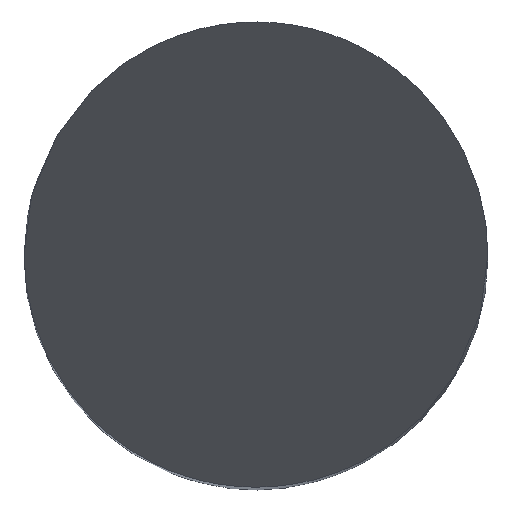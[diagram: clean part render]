
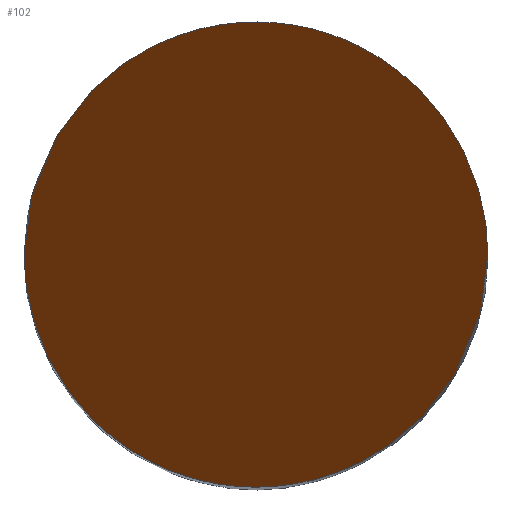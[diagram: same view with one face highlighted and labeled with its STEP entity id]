
A CAD part, top view. The second image highlights one B-rep face of the part: STEP entity #102.
In plain terms, the highlighted planar face has unit normal (0, -0.866, 0.5).
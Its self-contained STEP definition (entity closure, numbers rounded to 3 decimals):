
#56=PLANE('',#640);
#102=ADVANCED_FACE('FLCHE2',(#144),#56,.F.);
#144=FACE_OUTER_BOUND('',#177,.T.);
#177=EDGE_LOOP('',(#309,#310));
#309=ORIENTED_EDGE('',*,*,#496,.F.);
#310=ORIENTED_EDGE('',*,*,#502,.F.);
#442=VERTEX_POINT('',#829);
#443=VERTEX_POINT('',#830);
#496=EDGE_CURVE('',#442,#443,#587,.T.);
#502=EDGE_CURVE('',#443,#442,#589,.T.);
#587=(
BOUNDED_CURVE()
B_SPLINE_CURVE(3,(#825,#826,#827,#828),.UNSPECIFIED.,.F.,.F.)
B_SPLINE_CURVE_WITH_KNOTS((4,4),(0.,1.),.UNSPECIFIED.)
CURVE()
GEOMETRIC_REPRESENTATION_ITEM()
RATIONAL_B_SPLINE_CURVE((1.,0.333,0.333,1.))
REPRESENTATION_ITEM('')
);
#589=(
BOUNDED_CURVE()
B_SPLINE_CURVE(3,(#844,#845,#846,#847),.UNSPECIFIED.,.F.,.F.)
B_SPLINE_CURVE_WITH_KNOTS((4,4),(0.,1.),.UNSPECIFIED.)
CURVE()
GEOMETRIC_REPRESENTATION_ITEM()
RATIONAL_B_SPLINE_CURVE((1.,0.333,0.333,1.))
REPRESENTATION_ITEM('')
);
#640=AXIS2_PLACEMENT_3D('',#956,#701,#702);
#701=DIRECTION('',(0.,0.866,-0.5));
#702=DIRECTION('',(0.,0.5,0.866));
#825=CARTESIAN_POINT('',(-4.,0.,0.));
#826=CARTESIAN_POINT('',(-4.,8.,13.856));
#827=CARTESIAN_POINT('',(4.,8.,13.856));
#828=CARTESIAN_POINT('',(4.,0.,0.));
#829=CARTESIAN_POINT('',(-4.,0.,0.));
#830=CARTESIAN_POINT('',(4.,0.,0.));
#844=CARTESIAN_POINT('',(4.,0.,0.));
#845=CARTESIAN_POINT('',(4.,-8.,-13.856));
#846=CARTESIAN_POINT('',(-4.,-8.,-13.856));
#847=CARTESIAN_POINT('',(-4.,0.,0.));
#956=CARTESIAN_POINT('',(4.,4.,6.928));
